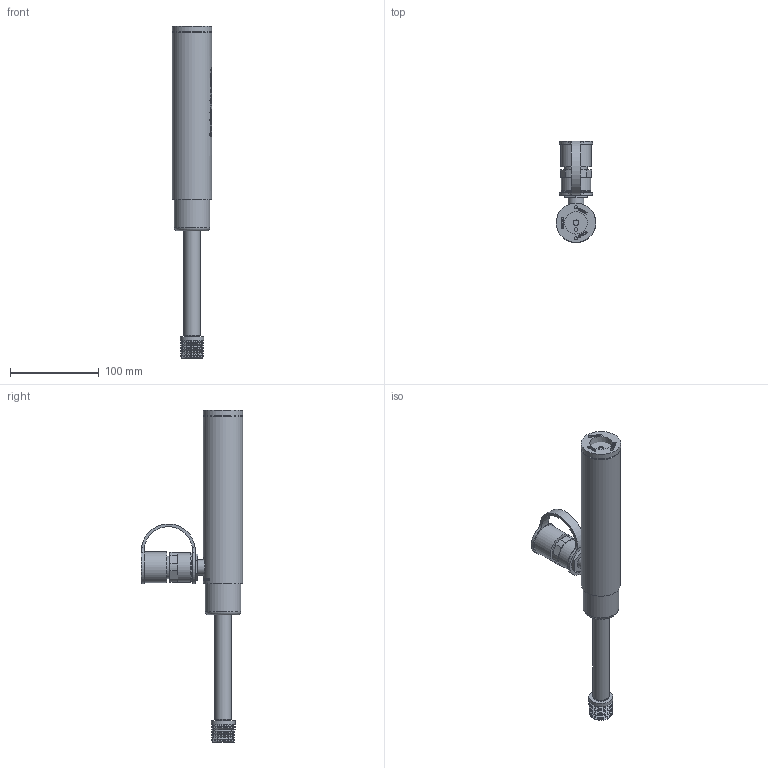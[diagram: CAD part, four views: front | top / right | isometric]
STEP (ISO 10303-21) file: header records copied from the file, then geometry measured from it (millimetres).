
FILE_DESCRIPTION (( 'STEP AP203' ), '1' );
FILE_NAME ('DER22055556_RP25.STEP', '2024-09-18T03:16:33', ( '' ), ( '' ), 'SwSTEP 2.0', 'SolidWorks 2022', '' );
FILE_SCHEMA (( 'CONFIG_CONTROL_DESIGN' ));
Length unit declared in the file: inch
Products named in the file (1): DER22055556_RP25
Bounding box: 44.45 x 114.29 x 373.73 mm (x, y, z)
Surface area: 101774.1 mm2 (no closed solid volume)
Topology: 0 solids, 34 shells, 245 faces, 1388 edges, 1198 vertices
Faces by surface type: cylinder 90, plane 89, cone 34, bspline 31, torus 1
Full cylindrical faces by diameter (mm): 2.159 x1, 2.819 x1, 3.658 x2, 4.064 x1, 6.35 x1, 14.684 x1, 17.297 x1, 18.974 x1, 22.86 x1, 25.4 x1, 26.975 x4, 30.099 x1, 30.48 x1, 33.147 x1, 34.544 x1, 36.5 x1, 40.31 x1, 44.323 x2, 44.45 x1
Entity records: 26892 total; most frequent: CARTESIAN_POINT 17442, ORIENTED_EDGE 1830, DIRECTION 1433, EDGE_CURVE 1317, VERTEX_POINT 1184, B_SPLINE_CURVE_WITH_KNOTS 579, AXIS2_PLACEMENT_3D 480, VECTOR 473
